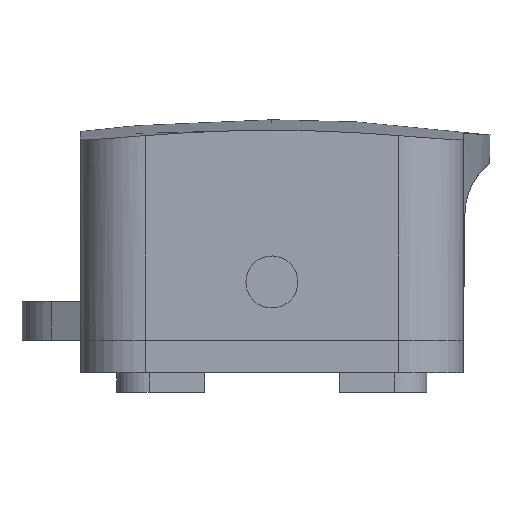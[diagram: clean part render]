
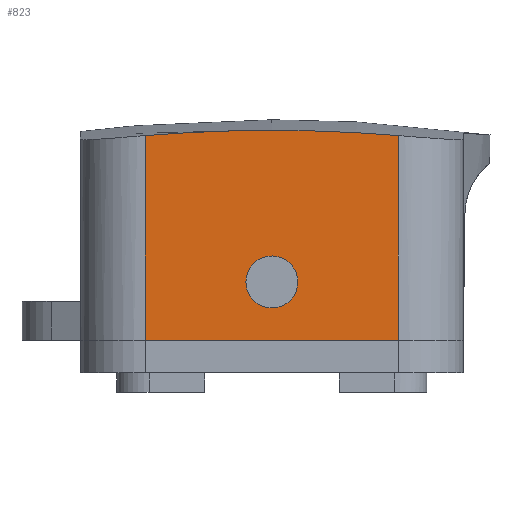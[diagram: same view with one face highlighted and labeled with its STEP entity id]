
A CAD part, front view. The second image highlights one B-rep face of the part: STEP entity #823.
In plain terms, the highlighted planar face has unit normal (0, -1, 0).
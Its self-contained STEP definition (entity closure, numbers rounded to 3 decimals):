
#777=AXIS2_PLACEMENT_3D('Plane Axis2P3D',#774,#775,#776) ;
#781=AXIS2_PLACEMENT_3D('Circle Axis2P3D',#779,#780,$) ;
#788=AXIS2_PLACEMENT_3D('Circle Axis2P3D',#786,#787,$) ;
#807=AXIS2_PLACEMENT_3D('Circle Axis2P3D',#805,#806,$) ;
#816=AXIS2_PLACEMENT_3D('Circle Axis2P3D',#814,#815,$) ;
#181=CARTESIAN_POINT('Vertex',(29.,5.,4.)) ;
#184=CARTESIAN_POINT('Line Origine',(19.25,5.,4.)) ;
#188=CARTESIAN_POINT('Vertex',(9.5,5.,4.)) ;
#759=CARTESIAN_POINT('Vertex',(29.,5.,19.773)) ;
#762=CARTESIAN_POINT('Line Origine',(29.,5.,12.086)) ;
#774=CARTESIAN_POINT('Axis2P3D Location',(19.25,5.,-99.)) ;
#779=CARTESIAN_POINT('Axis2P3D Location',(19.25,5.,-99.)) ;
#783=CARTESIAN_POINT('Vertex',(19.25,5.,20.173)) ;
#786=CARTESIAN_POINT('Axis2P3D Location',(19.25,5.,-99.)) ;
#790=CARTESIAN_POINT('Vertex',(9.5,5.,19.773)) ;
#793=CARTESIAN_POINT('Line Origine',(9.5,5.,11.887)) ;
#805=CARTESIAN_POINT('Axis2P3D Location',(19.25,5.,8.5)) ;
#809=CARTESIAN_POINT('Vertex',(21.005,5.,9.459)) ;
#811=CARTESIAN_POINT('Vertex',(17.495,5.,7.541)) ;
#814=CARTESIAN_POINT('Axis2P3D Location',(19.25,5.,8.5)) ;
#185=DIRECTION('Vector Direction',(1.,0.,0.)) ;
#763=DIRECTION('Vector Direction',(0.,0.,1.)) ;
#775=DIRECTION('Axis2P3D Direction',(0.,-1.,-0.)) ;
#776=DIRECTION('Axis2P3D XDirection',(-1.,0.,0.)) ;
#780=DIRECTION('Axis2P3D Direction',(0.,-1.,-0.)) ;
#787=DIRECTION('Axis2P3D Direction',(0.,-1.,-0.)) ;
#794=DIRECTION('Vector Direction',(0.,0.,1.)) ;
#806=DIRECTION('Axis2P3D Direction',(0.,-1.,-0.)) ;
#815=DIRECTION('Axis2P3D Direction',(0.,-1.,-0.)) ;
#186=VECTOR('Line Direction',#185,1.) ;
#764=VECTOR('Line Direction',#763,1.) ;
#795=VECTOR('Line Direction',#794,1.) ;
#799=ORIENTED_EDGE('',*,*,#785,.T.) ;
#800=ORIENTED_EDGE('',*,*,#792,.T.) ;
#801=ORIENTED_EDGE('',*,*,#797,.F.) ;
#802=ORIENTED_EDGE('',*,*,#190,.T.) ;
#803=ORIENTED_EDGE('',*,*,#766,.T.) ;
#820=ORIENTED_EDGE('',*,*,#813,.F.) ;
#821=ORIENTED_EDGE('',*,*,#818,.F.) ;
#822=FACE_BOUND('',#819,.T.) ;
#823=ADVANCED_FACE('Housing',(#804,#822),#778,.T.) ;
#782=CIRCLE('generated circle',#781,119.173) ;
#789=CIRCLE('generated circle',#788,119.173) ;
#808=CIRCLE('generated circle',#807,2.) ;
#817=CIRCLE('generated circle',#816,2.) ;
#190=EDGE_CURVE('',#189,#182,#187,.T.) ;
#766=EDGE_CURVE('',#182,#760,#765,.T.) ;
#785=EDGE_CURVE('',#760,#784,#782,.T.) ;
#792=EDGE_CURVE('',#784,#791,#789,.T.) ;
#797=EDGE_CURVE('',#189,#791,#796,.T.) ;
#813=EDGE_CURVE('',#810,#812,#808,.T.) ;
#818=EDGE_CURVE('',#812,#810,#817,.T.) ;
#798=EDGE_LOOP('',(#799,#800,#801,#802,#803)) ;
#819=EDGE_LOOP('',(#820,#821)) ;
#804=FACE_OUTER_BOUND('',#798,.T.) ;
#187=LINE('Line',#184,#186) ;
#765=LINE('Line',#762,#764) ;
#796=LINE('Line',#793,#795) ;
#778=PLANE('',#777) ;
#182=VERTEX_POINT('',#181) ;
#189=VERTEX_POINT('',#188) ;
#760=VERTEX_POINT('',#759) ;
#784=VERTEX_POINT('',#783) ;
#791=VERTEX_POINT('',#790) ;
#810=VERTEX_POINT('',#809) ;
#812=VERTEX_POINT('',#811) ;
